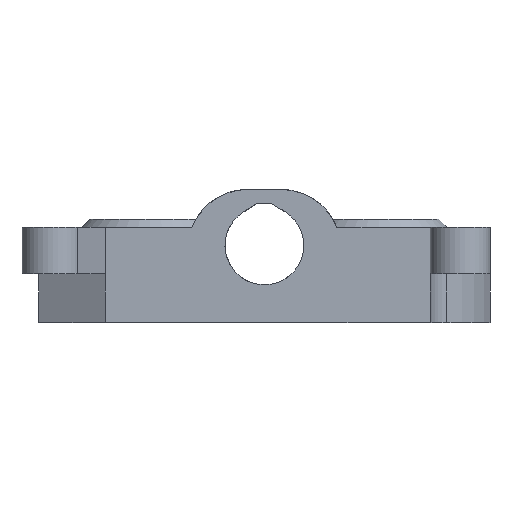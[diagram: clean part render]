
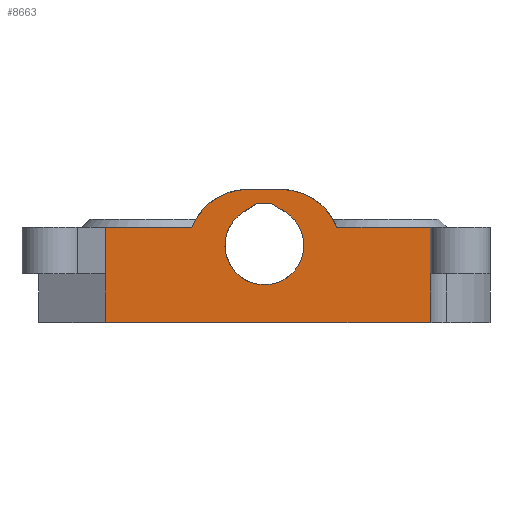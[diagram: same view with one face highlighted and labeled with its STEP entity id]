
A CAD part, front view. The second image highlights one B-rep face of the part: STEP entity #8663.
In plain terms, the highlighted planar face has unit normal (0, -1, 0).
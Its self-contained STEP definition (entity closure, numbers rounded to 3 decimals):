
#1375=LINE('',#16607,#1921);
#1443=LINE('',#17936,#1989);
#1446=LINE('',#17941,#1992);
#1448=LINE('',#17945,#1994);
#1491=LINE('',#18472,#2037);
#1495=LINE('',#18495,#2041);
#1500=LINE('',#18522,#2046);
#1507=LINE('',#18551,#2053);
#1511=LINE('',#18566,#2057);
#1520=LINE('',#18587,#2066);
#1521=LINE('',#18589,#2067);
#1921=VECTOR('',#9534,10.);
#1989=VECTOR('',#9810,10.);
#1992=VECTOR('',#9815,10.);
#1994=VECTOR('',#9819,10.);
#2037=VECTOR('',#10006,10.);
#2041=VECTOR('',#10026,10.);
#2046=VECTOR('',#10045,10.);
#2053=VECTOR('',#10082,10.);
#2057=VECTOR('',#10098,10.);
#2066=VECTOR('',#10127,10.);
#2067=VECTOR('',#10130,10.);
#2162=FACE_BOUND('',#3140,.T.);
#2627=FACE_OUTER_BOUND('',#3139,.T.);
#3139=EDGE_LOOP('',(#8067,#8068,#8069,#8070,#8071,#8072,#8073,#8074,#8075,
#8076));
#3140=EDGE_LOOP('',(#8077,#8078,#8079,#8080));
#3231=CIRCLE('',#8896,7.25);
#3250=CIRCLE('',#8936,11.142);
#3257=CIRCLE('',#8946,11.142);
#3914=VERTEX_POINT('',#16604);
#3915=VERTEX_POINT('',#16606);
#4059=VERTEX_POINT('',#17933);
#4060=VERTEX_POINT('',#17935);
#4061=VERTEX_POINT('',#17939);
#4062=VERTEX_POINT('',#17943);
#4112=VERTEX_POINT('',#18469);
#4113=VERTEX_POINT('',#18471);
#4114=VERTEX_POINT('',#18485);
#4116=VERTEX_POINT('',#18494);
#4121=VERTEX_POINT('',#18514);
#4123=VERTEX_POINT('',#18520);
#4130=VERTEX_POINT('',#18549);
#4135=VERTEX_POINT('',#18565);
#5090=EDGE_CURVE('',#3914,#3915,#1375,.T.);
#5299=EDGE_CURVE('',#4060,#4059,#1443,.T.);
#5302=EDGE_CURVE('',#4059,#4061,#1446,.T.);
#5304=EDGE_CURVE('',#4061,#4062,#1448,.T.);
#5368=EDGE_CURVE('',#4062,#4060,#3231,.T.);
#5403=EDGE_CURVE('',#4113,#4112,#1491,.T.);
#5407=EDGE_CURVE('',#4114,#4113,#3250,.T.);
#5412=EDGE_CURVE('',#4116,#4114,#1495,.T.);
#5420=EDGE_CURVE('',#4112,#4121,#3257,.T.);
#5423=EDGE_CURVE('',#4121,#4123,#1500,.T.);
#5436=EDGE_CURVE('',#3914,#4130,#1507,.T.);
#5443=EDGE_CURVE('',#3915,#4135,#1511,.T.);
#5454=EDGE_CURVE('',#4130,#4116,#1520,.T.);
#5455=EDGE_CURVE('',#4135,#4123,#1521,.T.);
#8067=ORIENTED_EDGE('',*,*,#5423,.T.);
#8068=ORIENTED_EDGE('',*,*,#5455,.F.);
#8069=ORIENTED_EDGE('',*,*,#5443,.F.);
#8070=ORIENTED_EDGE('',*,*,#5090,.F.);
#8071=ORIENTED_EDGE('',*,*,#5436,.T.);
#8072=ORIENTED_EDGE('',*,*,#5454,.T.);
#8073=ORIENTED_EDGE('',*,*,#5412,.T.);
#8074=ORIENTED_EDGE('',*,*,#5407,.T.);
#8075=ORIENTED_EDGE('',*,*,#5403,.T.);
#8076=ORIENTED_EDGE('',*,*,#5420,.T.);
#8077=ORIENTED_EDGE('',*,*,#5299,.T.);
#8078=ORIENTED_EDGE('',*,*,#5302,.T.);
#8079=ORIENTED_EDGE('',*,*,#5304,.T.);
#8080=ORIENTED_EDGE('',*,*,#5368,.T.);
#8197=PLANE('',#8980);
#8663=ADVANCED_FACE('',(#2627,#2162),#8197,.T.);
#8896=AXIS2_PLACEMENT_3D('',#18390,#9916,#9917);
#8936=AXIS2_PLACEMENT_3D('',#18486,#10013,#10014);
#8946=AXIS2_PLACEMENT_3D('',#18516,#10038,#10039);
#8980=AXIS2_PLACEMENT_3D('',#18588,#10128,#10129);
#9534=DIRECTION('',(-1.,0.,0.));
#9810=DIRECTION('',(0.852,0.,0.524));
#9815=DIRECTION('',(1.,0.,0.));
#9819=DIRECTION('',(0.852,0.,-0.524));
#9916=DIRECTION('center_axis',(0.,1.,0.));
#9917=DIRECTION('ref_axis',(-1.,0.,0.));
#10006=DIRECTION('',(-1.,0.,0.));
#10013=DIRECTION('center_axis',(0.,-1.,0.));
#10014=DIRECTION('ref_axis',(0.928,0.,0.372));
#10026=DIRECTION('',(-1.,0.,0.));
#10038=DIRECTION('center_axis',(0.,-1.,0.));
#10039=DIRECTION('ref_axis',(0.,0.,
1.));
#10045=DIRECTION('',(-1.,0.,0.));
#10082=DIRECTION('',(0.,0.,1.));
#10098=DIRECTION('',(0.,0.,1.));
#10127=DIRECTION('',(0.,0.,1.));
#10128=DIRECTION('center_axis',(0.,-1.,0.));
#10129=DIRECTION('ref_axis',(1.,0.,0.));
#10130=DIRECTION('',(0.,0.,1.));
#16604=CARTESIAN_POINT('',(30.5,-23.,0.));
#16606=CARTESIAN_POINT('',(-29.242,-23.,0.));
#16607=CARTESIAN_POINT('',(30.5,-23.,0.));
#17933=CARTESIAN_POINT('',(-1.2,-23.,21.974));
#17935=CARTESIAN_POINT('',(-3.8,-23.,20.374));
#17936=CARTESIAN_POINT('',(-16.274,-23.,12.698));
#17939=CARTESIAN_POINT('',(1.2,-23.,21.974));
#17941=CARTESIAN_POINT('',(-14.021,-23.,21.974));
#17943=CARTESIAN_POINT('',(3.8,-23.,20.374));
#17945=CARTESIAN_POINT('',(-3.636,-23.,24.95));
#18390=CARTESIAN_POINT('Origin',(0.,-23.,
14.2));
#18469=CARTESIAN_POINT('',(-3.,-23.,24.5));
#18471=CARTESIAN_POINT('',(3.,-23.,24.5));
#18472=CARTESIAN_POINT('',(-16.121,-23.,24.5));
#18485=CARTESIAN_POINT('',(13.344,-23.,17.5));
#18486=CARTESIAN_POINT('Origin',(3.,-23.,13.358));
#18494=CARTESIAN_POINT('',(30.5,-23.,17.5));
#18495=CARTESIAN_POINT('',(-7.949,-23.,17.5));
#18514=CARTESIAN_POINT('',(-13.344,-23.,17.5));
#18516=CARTESIAN_POINT('Origin',(-3.,-23.,13.358));
#18520=CARTESIAN_POINT('',(-29.242,-23.,17.5));
#18522=CARTESIAN_POINT('',(-39.269,-23.,17.5));
#18549=CARTESIAN_POINT('',(30.5,-23.,9.));
#18551=CARTESIAN_POINT('',(30.5,-23.,0.));
#18565=CARTESIAN_POINT('',(-29.242,-23.,9.));
#18566=CARTESIAN_POINT('',(-29.242,-23.,0.));
#18587=CARTESIAN_POINT('',(30.5,-23.,0.));
#18588=CARTESIAN_POINT('Origin',(-29.242,-23.,0.));
#18589=CARTESIAN_POINT('',(-29.242,-23.,0.));
